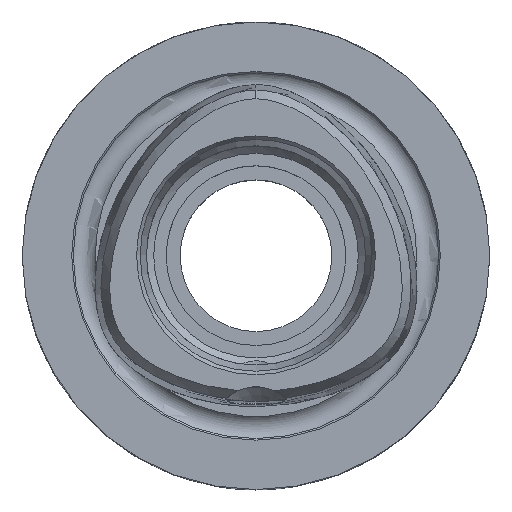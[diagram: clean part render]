
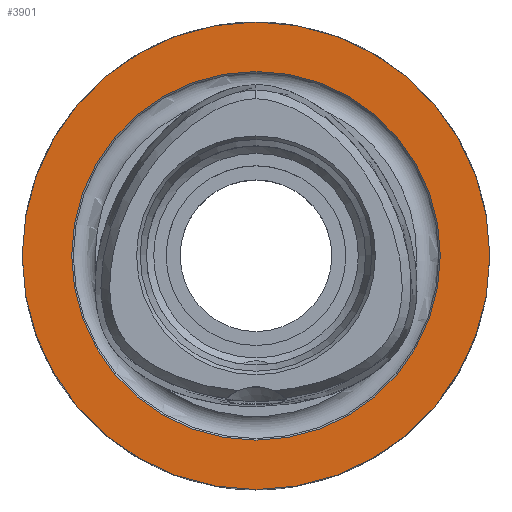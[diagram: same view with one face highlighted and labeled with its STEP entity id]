
A CAD part, top view. The second image highlights one B-rep face of the part: STEP entity #3901.
In plain terms, the highlighted planar face has unit normal (0, 0, 1).
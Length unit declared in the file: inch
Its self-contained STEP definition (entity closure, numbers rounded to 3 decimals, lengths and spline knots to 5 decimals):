
#93=FACE_BOUND('',#677,.T.);
#164=PLANE('',#4227);
#449=FACE_OUTER_BOUND('',#676,.T.);
#676=EDGE_LOOP('',(#3392));
#677=EDGE_LOOP('',(#3393));
#819=CIRCLE('',#4223,0.49662);
#820=CIRCLE('',#4228,0.62992);
#1755=VERTEX_POINT('',#15144);
#1756=VERTEX_POINT('',#15151);
#2309=EDGE_CURVE('',#1755,#1755,#819,.T.);
#2310=EDGE_CURVE('',#1756,#1756,#820,.T.);
#3392=ORIENTED_EDGE('',*,*,#2310,.T.);
#3393=ORIENTED_EDGE('',*,*,#2309,.T.);
#3901=ADVANCED_FACE('',(#449,#93),#164,.T.);
#4223=AXIS2_PLACEMENT_3D('',#15146,#5028,#5029);
#4227=AXIS2_PLACEMENT_3D('',#15150,#5036,#5037);
#4228=AXIS2_PLACEMENT_3D('',#15152,#5038,#5039);
#5028=DIRECTION('center_axis',(0.,0.,-1.));
#5029=DIRECTION('ref_axis',(0.,1.,0.));
#5036=DIRECTION('center_axis',(0.,0.,1.));
#5037=DIRECTION('ref_axis',(1.,0.,0.));
#5038=DIRECTION('center_axis',(0.,0.,1.));
#5039=DIRECTION('ref_axis',(1.,0.,0.));
#15144=CARTESIAN_POINT('',(-0.55564,-0.29478,0.04433));
#15146=CARTESIAN_POINT('Origin',(-0.55564,0.20184,0.04433));
#15150=CARTESIAN_POINT('Origin',(-0.55564,0.20184,0.04433));
#15151=CARTESIAN_POINT('',(-1.18556,0.20184,0.04433));
#15152=CARTESIAN_POINT('Origin',(-0.55564,0.20184,0.04433));
